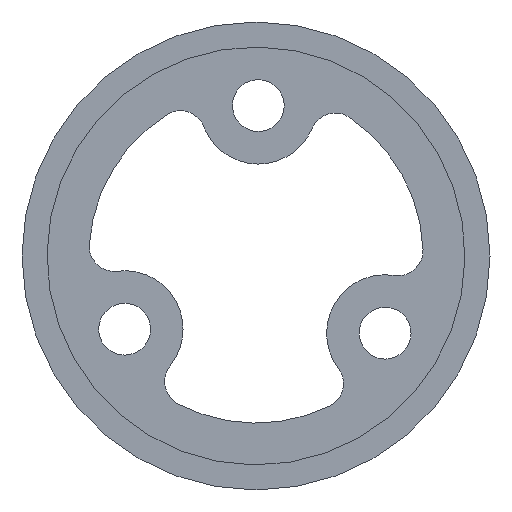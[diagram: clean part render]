
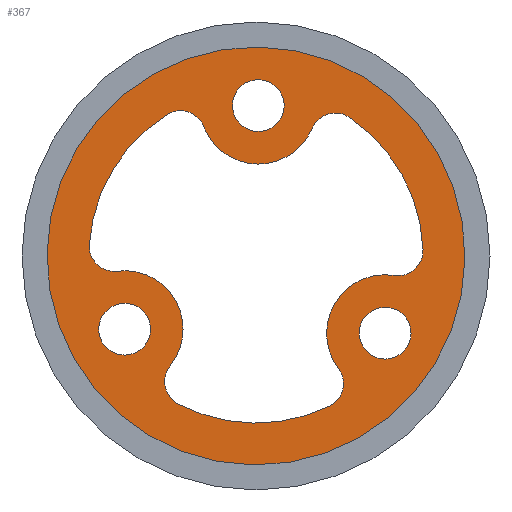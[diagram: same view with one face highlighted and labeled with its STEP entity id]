
A CAD part, left-side view. The second image highlights one B-rep face of the part: STEP entity #367.
In plain terms, the highlighted planar face has unit normal (-1, 0, 0).
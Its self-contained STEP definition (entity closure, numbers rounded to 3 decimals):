
#71=FACE_BOUND('',#120,.T.);
#72=FACE_BOUND('',#121,.T.);
#73=FACE_BOUND('',#122,.T.);
#74=FACE_BOUND('',#123,.T.);
#94=FACE_OUTER_BOUND('',#119,.T.);
#119=EDGE_LOOP('',(#329));
#120=EDGE_LOOP('',(#330));
#121=EDGE_LOOP('',(#331));
#122=EDGE_LOOP('',(#332));
#123=EDGE_LOOP('',(#333,#334,#335,#336,#337,#338,#339,#340,#341,#342,#343,
#344));
#142=CIRCLE('',#404,1.5);
#143=CIRCLE('',#406,3.5);
#144=CIRCLE('',#408,1.5);
#145=CIRCLE('',#410,10.);
#146=CIRCLE('',#412,1.5);
#147=CIRCLE('',#414,3.5);
#148=CIRCLE('',#416,1.5);
#149=CIRCLE('',#418,10.);
#150=CIRCLE('',#420,1.5);
#151=CIRCLE('',#422,3.5);
#152=CIRCLE('',#424,1.5);
#153=CIRCLE('',#426,10.);
#154=CIRCLE('',#428,1.55);
#155=CIRCLE('',#430,1.55);
#156=CIRCLE('',#432,1.55);
#157=CIRCLE('',#434,12.5);
#176=VERTEX_POINT('',#605);
#177=VERTEX_POINT('',#606);
#178=VERTEX_POINT('',#611);
#179=VERTEX_POINT('',#615);
#180=VERTEX_POINT('',#619);
#181=VERTEX_POINT('',#623);
#182=VERTEX_POINT('',#627);
#183=VERTEX_POINT('',#631);
#184=VERTEX_POINT('',#635);
#185=VERTEX_POINT('',#639);
#186=VERTEX_POINT('',#643);
#187=VERTEX_POINT('',#647);
#188=VERTEX_POINT('',#653);
#189=VERTEX_POINT('',#657);
#190=VERTEX_POINT('',#661);
#191=VERTEX_POINT('',#665);
#211=EDGE_CURVE('',#176,#177,#142,.T.);
#214=EDGE_CURVE('',#178,#176,#143,.T.);
#216=EDGE_CURVE('',#179,#178,#144,.T.);
#218=EDGE_CURVE('',#180,#179,#145,.T.);
#220=EDGE_CURVE('',#181,#180,#146,.T.);
#222=EDGE_CURVE('',#182,#181,#147,.T.);
#224=EDGE_CURVE('',#183,#182,#148,.T.);
#226=EDGE_CURVE('',#184,#183,#149,.T.);
#228=EDGE_CURVE('',#185,#184,#150,.T.);
#230=EDGE_CURVE('',#186,#185,#151,.T.);
#232=EDGE_CURVE('',#187,#186,#152,.T.);
#234=EDGE_CURVE('',#177,#187,#153,.T.);
#236=EDGE_CURVE('',#188,#188,#154,.F.);
#238=EDGE_CURVE('',#189,#189,#155,.F.);
#240=EDGE_CURVE('',#190,#190,#156,.F.);
#242=EDGE_CURVE('',#191,#191,#157,.T.);
#329=ORIENTED_EDGE('',*,*,#242,.F.);
#330=ORIENTED_EDGE('',*,*,#240,.F.);
#331=ORIENTED_EDGE('',*,*,#238,.F.);
#332=ORIENTED_EDGE('',*,*,#236,.F.);
#333=ORIENTED_EDGE('',*,*,#234,.F.);
#334=ORIENTED_EDGE('',*,*,#211,.F.);
#335=ORIENTED_EDGE('',*,*,#214,.F.);
#336=ORIENTED_EDGE('',*,*,#216,.F.);
#337=ORIENTED_EDGE('',*,*,#218,.F.);
#338=ORIENTED_EDGE('',*,*,#220,.F.);
#339=ORIENTED_EDGE('',*,*,#222,.F.);
#340=ORIENTED_EDGE('',*,*,#224,.F.);
#341=ORIENTED_EDGE('',*,*,#226,.F.);
#342=ORIENTED_EDGE('',*,*,#228,.F.);
#343=ORIENTED_EDGE('',*,*,#230,.F.);
#344=ORIENTED_EDGE('',*,*,#232,.F.);
#347=PLANE('',#435);
#367=ADVANCED_FACE('',(#94,#71,#72,#73,#74),#347,.F.);
#404=AXIS2_PLACEMENT_3D('',#607,#483,#484);
#406=AXIS2_PLACEMENT_3D('',#612,#489,#490);
#408=AXIS2_PLACEMENT_3D('',#616,#494,#495);
#410=AXIS2_PLACEMENT_3D('',#620,#499,#500);
#412=AXIS2_PLACEMENT_3D('',#624,#504,#505);
#414=AXIS2_PLACEMENT_3D('',#628,#509,#510);
#416=AXIS2_PLACEMENT_3D('',#632,#514,#515);
#418=AXIS2_PLACEMENT_3D('',#636,#519,#520);
#420=AXIS2_PLACEMENT_3D('',#640,#524,#525);
#422=AXIS2_PLACEMENT_3D('',#644,#529,#530);
#424=AXIS2_PLACEMENT_3D('',#648,#534,#535);
#426=AXIS2_PLACEMENT_3D('',#651,#539,#540);
#428=AXIS2_PLACEMENT_3D('',#655,#544,#545);
#430=AXIS2_PLACEMENT_3D('',#659,#549,#550);
#432=AXIS2_PLACEMENT_3D('',#663,#554,#555);
#434=AXIS2_PLACEMENT_3D('',#667,#559,#560);
#435=AXIS2_PLACEMENT_3D('',#668,#561,#562);
#483=DIRECTION('center_axis',(-1.,0.,0.));
#484=DIRECTION('ref_axis',(0.,-0.315,0.949));
#489=DIRECTION('center_axis',(1.,0.,0.));
#490=DIRECTION('ref_axis',(0.,1.,0.015));
#494=DIRECTION('center_axis',(-1.,0.,0.));
#495=DIRECTION('ref_axis',(0.,0.285,0.958));
#499=DIRECTION('center_axis',(-1.,0.,0.));
#500=DIRECTION('ref_axis',(0.,1.,0.015));
#504=DIRECTION('center_axis',(-1.,0.,0.));
#505=DIRECTION('ref_axis',(0.,-0.665,-0.747));
#509=DIRECTION('center_axis',(1.,0.,0.));
#510=DIRECTION('ref_axis',(0.,1.,0.015));
#514=DIRECTION('center_axis',(-1.,0.,0.));
#515=DIRECTION('ref_axis',(0.,-0.973,-0.232));
#519=DIRECTION('center_axis',(-1.,0.,0.));
#520=DIRECTION('ref_axis',(0.,1.,0.015));
#524=DIRECTION('center_axis',(-1.,0.,0.));
#525=DIRECTION('ref_axis',(0.,0.979,-0.202));
#529=DIRECTION('center_axis',(1.,0.,0.));
#530=DIRECTION('ref_axis',(0.,1.,0.015));
#534=DIRECTION('center_axis',(-1.,0.,0.));
#535=DIRECTION('ref_axis',(0.,0.687,-0.726));
#539=DIRECTION('center_axis',(-1.,0.,0.));
#540=DIRECTION('ref_axis',(0.,1.,0.015));
#544=DIRECTION('center_axis',(1.,0.,0.));
#545=DIRECTION('ref_axis',(0.,-1.,-0.015));
#549=DIRECTION('center_axis',(1.,0.,0.));
#550=DIRECTION('ref_axis',(0.,0.513,-0.858));
#554=DIRECTION('center_axis',(1.,0.,0.));
#555=DIRECTION('ref_axis',(0.,0.487,0.874));
#559=DIRECTION('center_axis',(1.,0.,0.));
#560=DIRECTION('ref_axis',(0.,1.,0.015));
#561=DIRECTION('center_axis',(1.,0.,0.));
#562=DIRECTION('ref_axis',(0.,-0.015,1.));
#605=CARTESIAN_POINT('',(266.15,-213.928,-77.562));
#606=CARTESIAN_POINT('',(266.15,-211.73,-76.834));
#607=CARTESIAN_POINT('Origin',(266.15,-212.529,-78.103));
#611=CARTESIAN_POINT('',(266.15,-220.416,-77.662));
#612=CARTESIAN_POINT('Origin',(266.15,-217.192,-76.3));
#615=CARTESIAN_POINT('',(266.15,-222.635,-77.001));
#616=CARTESIAN_POINT('Origin',(266.15,-221.798,-78.246));
#619=CARTESIAN_POINT('',(266.15,-227.047,-84.921));
#620=CARTESIAN_POINT('Origin',(266.15,-217.054,-85.299));
#623=CARTESIAN_POINT('',(266.15,-225.317,-86.46));
#624=CARTESIAN_POINT('Origin',(266.15,-225.548,-84.978));
#627=CARTESIAN_POINT('',(266.15,-221.986,-92.029));
#628=CARTESIAN_POINT('Origin',(266.15,-224.778,-89.918));
#631=CARTESIAN_POINT('',(266.15,-221.449,-94.281));
#632=CARTESIAN_POINT('Origin',(266.15,-220.79,-92.934));
#635=CARTESIAN_POINT('',(266.15,-212.385,-94.142));
#636=CARTESIAN_POINT('Origin',(266.15,-217.054,-85.299));
#639=CARTESIAN_POINT('',(266.15,-211.917,-91.874));
#640=CARTESIAN_POINT('Origin',(266.15,-213.085,-92.815));
#643=CARTESIAN_POINT('',(266.15,-208.759,-86.205));
#644=CARTESIAN_POINT('Origin',(266.15,-209.192,-89.678));
#647=CARTESIAN_POINT('',(266.15,-207.078,-84.614));
#648=CARTESIAN_POINT('Origin',(266.15,-208.574,-84.717));
#651=CARTESIAN_POINT('Origin',(266.15,-217.054,-85.299));
#653=CARTESIAN_POINT('',(266.15,-215.643,-76.276));
#655=CARTESIAN_POINT('Origin',(266.15,-217.192,-76.3));
#657=CARTESIAN_POINT('',(266.15,-225.574,-88.588));
#659=CARTESIAN_POINT('Origin',(266.15,-224.778,-89.918));
#661=CARTESIAN_POINT('',(266.15,-209.946,-91.032));
#663=CARTESIAN_POINT('Origin',(266.15,-209.192,-89.678));
#665=CARTESIAN_POINT('',(266.15,-229.553,-85.491));
#667=CARTESIAN_POINT('Origin',(266.15,-217.054,-85.299));
#668=CARTESIAN_POINT('Origin',(266.15,-204.556,-85.107));
